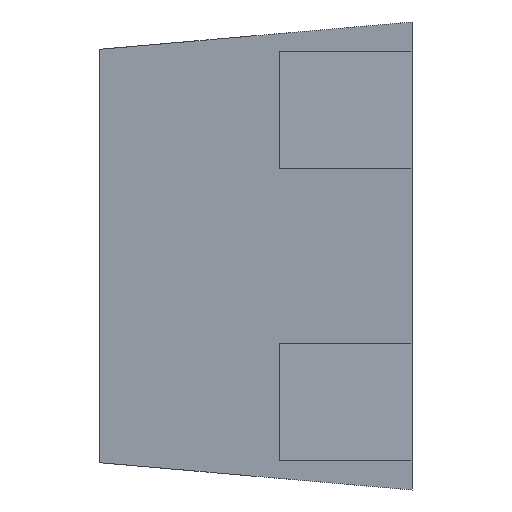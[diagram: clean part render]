
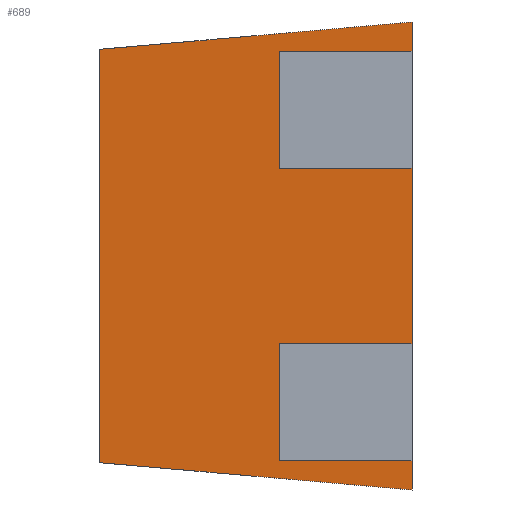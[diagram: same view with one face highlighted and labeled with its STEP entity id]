
A CAD part, left-side view. The second image highlights one B-rep face of the part: STEP entity #689.
In plain terms, the highlighted planar face has unit normal (-0.996, 0.087, 0).
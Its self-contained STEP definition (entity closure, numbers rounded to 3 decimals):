
#1 = VECTOR ( 'NONE', #826, 1000. ) ;
#8 = VERTEX_POINT ( 'NONE', #709 ) ;
#19 = EDGE_CURVE ( 'NONE', #1076, #776, #1016, .T. ) ;
#31 = CARTESIAN_POINT ( 'NONE',  ( -0.365, 0.4, 0. ) ) ;
#42 = VECTOR ( 'NONE', #155, 1000. ) ;
#57 = VECTOR ( 'NONE', #711, 1000. ) ;
#58 = DIRECTION ( 'NONE',  ( 0., 0., 1. ) ) ;
#65 = ORIENTED_EDGE ( 'NONE', *, *, #132, .T. ) ;
#66 = CARTESIAN_POINT ( 'NONE',  ( -0.385, 0.17, 0.112 ) ) ;
#68 = ORIENTED_EDGE ( 'NONE', *, *, #19, .F. ) ;
#70 = EDGE_CURVE ( 'NONE', #1066, #776, #772, .T. ) ;
#95 = LINE ( 'NONE', #722, #808 ) ;
#132 = EDGE_CURVE ( 'NONE', #306, #294, #870, .T. ) ;
#139 = DIRECTION ( 'NONE',  ( 0., 0., 1. ) ) ;
#154 = EDGE_CURVE ( 'NONE', #198, #1066, #222, .T. ) ;
#155 = DIRECTION ( 'NONE',  ( 0., 0., 1. ) ) ;
#180 = FACE_OUTER_BOUND ( 'NONE', #535, .T. ) ;
#198 = VERTEX_POINT ( 'NONE', #1008 ) ;
#222 = LINE ( 'NONE', #812, #272 ) ;
#224 = CARTESIAN_POINT ( 'NONE',  ( -0.385, 0.17, 0.3 ) ) ;
#229 = CARTESIAN_POINT ( 'NONE',  ( -0.4, 0., 0.262 ) ) ;
#234 = LINE ( 'NONE', #830, #555 ) ;
#272 = VECTOR ( 'NONE', #557, 1000. ) ;
#286 = CARTESIAN_POINT ( 'NONE',  ( -0.395, 0.052, -0.295 ) ) ;
#294 = VERTEX_POINT ( 'NONE', #449 ) ;
#304 = VERTEX_POINT ( 'NONE', #948 ) ;
#306 = VERTEX_POINT ( 'NONE', #437 ) ;
#312 = EDGE_CURVE ( 'NONE', #800, #304, #620, .T. ) ;
#316 = LINE ( 'NONE', #286, #57 ) ;
#322 = VECTOR ( 'NONE', #623, 1000. ) ;
#330 = LINE ( 'NONE', #224, #1 ) ;
#335 = VECTOR ( 'NONE', #876, 1000. ) ;
#377 = DIRECTION ( 'NONE',  ( -0.087, -0.996, 0. ) ) ;
#396 = CARTESIAN_POINT ( 'NONE',  ( -0.365, 0.4, -0.265 ) ) ;
#409 = ORIENTED_EDGE ( 'NONE', *, *, #312, .T. ) ;
#436 = VECTOR ( 'NONE', #923, 1000. ) ;
#437 = CARTESIAN_POINT ( 'NONE',  ( -0.385, 0.17, -0.263 ) ) ;
#441 = VECTOR ( 'NONE', #58, 1000. ) ;
#449 = CARTESIAN_POINT ( 'NONE',  ( -0.385, 0.17, -0.113 ) ) ;
#465 = CARTESIAN_POINT ( 'NONE',  ( -0.4, 0., 0.3 ) ) ;
#467 = ORIENTED_EDGE ( 'NONE', *, *, #1005, .T. ) ;
#471 = CARTESIAN_POINT ( 'NONE',  ( -0.385, 0.17, 0.3 ) ) ;
#485 = ORIENTED_EDGE ( 'NONE', *, *, #70, .T. ) ;
#535 = EDGE_LOOP ( 'NONE', ( #65, #814, #774, #979, #875, #662, #485, #68, #1079, #790, #409, #467 ) ) ;
#555 = VECTOR ( 'NONE', #734, 1000. ) ;
#557 = DIRECTION ( 'NONE',  ( -0.087, -0.996, 0. ) ) ;
#586 = EDGE_CURVE ( 'NONE', #1026, #1076, #768, .T. ) ;
#618 = CARTESIAN_POINT ( 'NONE',  ( -0.4, 0., 0.3 ) ) ;
#620 = LINE ( 'NONE', #951, #335 ) ;
#623 = DIRECTION ( 'NONE',  ( -0.087, -0.992, 0.087 ) ) ;
#647 = LINE ( 'NONE', #921, #436 ) ;
#662 = ORIENTED_EDGE ( 'NONE', *, *, #154, .T. ) ;
#680 = VERTEX_POINT ( 'NONE', #893 ) ;
#689 = ADVANCED_FACE ( 'NONE', ( #180 ), #1041, .T. ) ;
#701 = DIRECTION ( 'NONE',  ( 0., 0., 1. ) ) ;
#707 = CARTESIAN_POINT ( 'NONE',  ( -0.4, 0., 0.3 ) ) ;
#709 = CARTESIAN_POINT ( 'NONE',  ( -0.4, 0., 0.112 ) ) ;
#711 = DIRECTION ( 'NONE',  ( -0.087, -0.992, -0.087 ) ) ;
#722 = CARTESIAN_POINT ( 'NONE',  ( -0.4, 0., 0.112 ) ) ;
#730 = CARTESIAN_POINT ( 'NONE',  ( -0.4, 0., 0.3 ) ) ;
#734 = DIRECTION ( 'NONE',  ( 0.087, 0.996, 0. ) ) ;
#739 = EDGE_CURVE ( 'NONE', #8, #1003, #95, .T. ) ;
#756 = EDGE_CURVE ( 'NONE', #1026, #800, #316, .T. ) ;
#768 = LINE ( 'NONE', #31, #1024 ) ;
#772 = LINE ( 'NONE', #707, #849 ) ;
#774 = ORIENTED_EDGE ( 'NONE', *, *, #1082, .T. ) ;
#776 = VERTEX_POINT ( 'NONE', #1046 ) ;
#790 = ORIENTED_EDGE ( 'NONE', *, *, #756, .T. ) ;
#800 = VERTEX_POINT ( 'NONE', #990 ) ;
#805 = EDGE_CURVE ( 'NONE', #294, #680, #647, .T. ) ;
#808 = VECTOR ( 'NONE', #899, 1000. ) ;
#812 = CARTESIAN_POINT ( 'NONE',  ( -0.4, 0., 0.262 ) ) ;
#814 = ORIENTED_EDGE ( 'NONE', *, *, #805, .T. ) ;
#826 = DIRECTION ( 'NONE',  ( 0., 0., 1. ) ) ;
#830 = CARTESIAN_POINT ( 'NONE',  ( -0.4, 0., -0.262 ) ) ;
#841 = LINE ( 'NONE', #730, #42 ) ;
#849 = VECTOR ( 'NONE', #139, 1000. ) ;
#870 = LINE ( 'NONE', #471, #441 ) ;
#875 = ORIENTED_EDGE ( 'NONE', *, *, #1087, .T. ) ;
#876 = DIRECTION ( 'NONE',  ( 0., 0., 1. ) ) ;
#893 = CARTESIAN_POINT ( 'NONE',  ( -0.4, 0., -0.113 ) ) ;
#899 = DIRECTION ( 'NONE',  ( 0.087, 0.996, 0. ) ) ;
#921 = CARTESIAN_POINT ( 'NONE',  ( -0.4, 0., -0.113 ) ) ;
#923 = DIRECTION ( 'NONE',  ( -0.087, -0.996, 0. ) ) ;
#948 = CARTESIAN_POINT ( 'NONE',  ( -0.4, 0., -0.262 ) ) ;
#951 = CARTESIAN_POINT ( 'NONE',  ( -0.4, 0., 0.3 ) ) ;
#968 = AXIS2_PLACEMENT_3D ( 'NONE', #465, #980, #377 ) ;
#979 = ORIENTED_EDGE ( 'NONE', *, *, #739, .T. ) ;
#980 = DIRECTION ( 'NONE',  ( -0.996, 0.087, 0. ) ) ;
#990 = CARTESIAN_POINT ( 'NONE',  ( -0.4, 0., -0.3 ) ) ;
#1000 = CARTESIAN_POINT ( 'NONE',  ( -0.365, 0.4, 0.265 ) ) ;
#1003 = VERTEX_POINT ( 'NONE', #66 ) ;
#1005 = EDGE_CURVE ( 'NONE', #304, #306, #234, .T. ) ;
#1008 = CARTESIAN_POINT ( 'NONE',  ( -0.385, 0.17, 0.262 ) ) ;
#1016 = LINE ( 'NONE', #618, #322 ) ;
#1024 = VECTOR ( 'NONE', #701, 1000. ) ;
#1026 = VERTEX_POINT ( 'NONE', #396 ) ;
#1041 = PLANE ( 'NONE',  #968 ) ;
#1046 = CARTESIAN_POINT ( 'NONE',  ( -0.4, 0., 0.3 ) ) ;
#1066 = VERTEX_POINT ( 'NONE', #229 ) ;
#1076 = VERTEX_POINT ( 'NONE', #1000 ) ;
#1079 = ORIENTED_EDGE ( 'NONE', *, *, #586, .F. ) ;
#1082 = EDGE_CURVE ( 'NONE', #680, #8, #841, .T. ) ;
#1087 = EDGE_CURVE ( 'NONE', #1003, #198, #330, .T. ) ;
